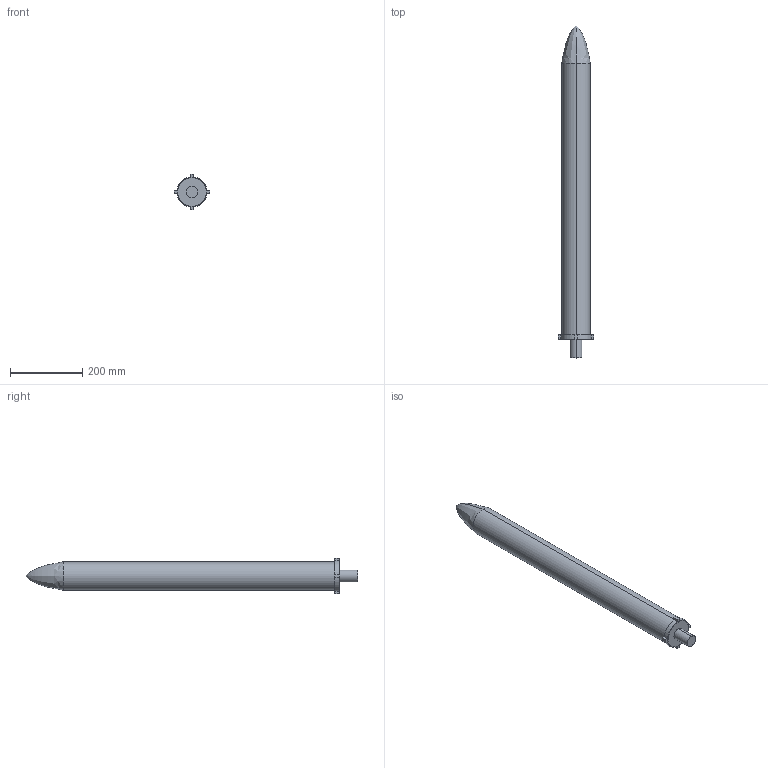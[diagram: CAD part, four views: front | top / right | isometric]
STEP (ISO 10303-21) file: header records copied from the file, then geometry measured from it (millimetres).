
FILE_DESCRIPTION (( 'STEP AP203' ), '1' );
FILE_NAME ('DefeaturedRocket.STEP', '2025-07-25T17:42:49', ( '' ), ( '' ), 'SwSTEP 2.0', 'SolidWorks 2023', '' );
FILE_SCHEMA (( 'CONFIG_CONTROL_DESIGN' ));
Length unit declared in the file: centimetre
Products named in the file (6): NoseCone2; DefeaturedRocket; Part1_DefeaturedRocket; Part1^DefeaturedRocket; LaunchPadMount(Sim); DefeaturedRocket(2)
Assembly tree (5 placements, depth 3):
  DefeaturedRocket
    DefeaturedRocket(2)
      Part1_DefeaturedRocket
      NoseCone2
    LaunchPadMount(Sim)
    Part1^DefeaturedRocket
Bounding box: 98.58 x 916.57 x 98.58 mm (x, y, z)
Volume: 4084852.3 mm3; surface area: 248316.1 mm2
Topology: 4 solids, 4 shells, 35 faces, 82 edges, 52 vertices
Faces by surface type: plane 19, cylinder 12, cone 2, bspline 2
Entity records: 1712 total; most frequent: CARTESIAN_POINT 280, DIRECTION 186, ORIENTED_EDGE 156, EDGE_CURVE 78, AXIS2_PLACEMENT_3D 68, PERSON_AND_ORGANIZATION 53, VERTEX_POINT 52, VECTOR 50
